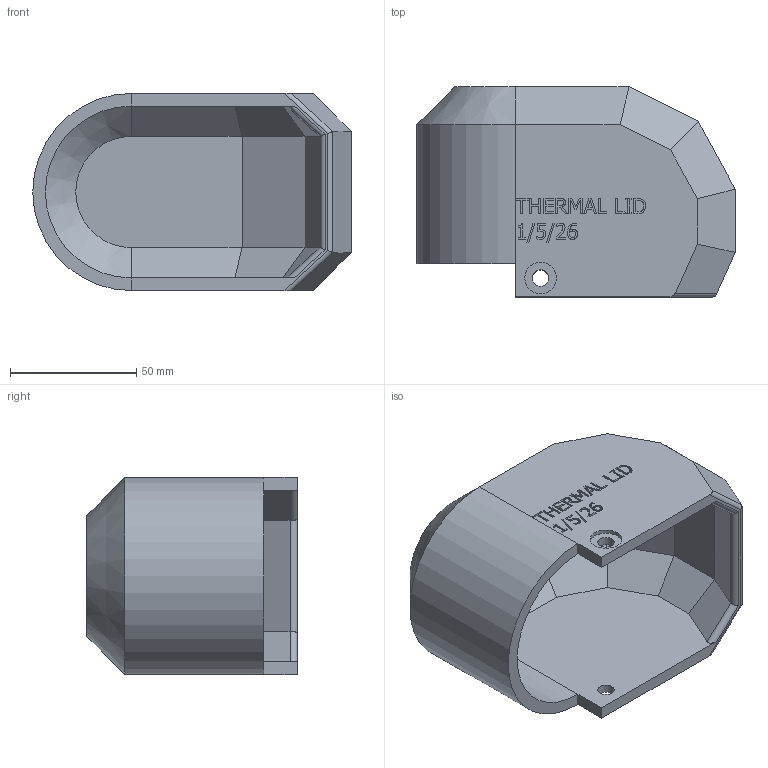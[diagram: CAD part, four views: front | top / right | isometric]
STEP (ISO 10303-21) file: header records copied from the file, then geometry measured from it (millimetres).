
FILE_DESCRIPTION(/* description */ (''),/* implementation_level */ '2;1');
FILE_NAME(/* name */ 'New Thermal Lid.stp',/* time_stamp */ '2026-01-05T17:53:59-05:00',/* author */ ('mumin'),/* organization */ (''),/* preprocessor_version */ 'ST-DEVELOPER v20.1',/* originating_system */ 'Autodesk Inventor 2026',/* authorisation */ '');
FILE_SCHEMA (('AUTOMOTIVE_DESIGN { 1 0 10303 214 3 1 1 }'));
Length unit declared in the file: millimetre
Products named in the file (1): Thermal Lid
Bounding box: 126 x 83.2 x 78 mm (x, y, z)
Volume: 146252.7 mm3; surface area: 61218 mm2
Topology: 1 solids, 1 shells, 263 faces, 693 edges, 454 vertices
Faces by surface type: plane 190, bspline 59, cylinder 12, cone 2
Full cylindrical faces by diameter (mm): 6.5 x2, 12.5 x2
Entity records: 8523 total; most frequent: CARTESIAN_POINT 2355, ORIENTED_EDGE 1386, DIRECTION 1011, EDGE_CURVE 693, LINE 549, VECTOR 549, VERTEX_POINT 454, EDGE_LOOP 289
